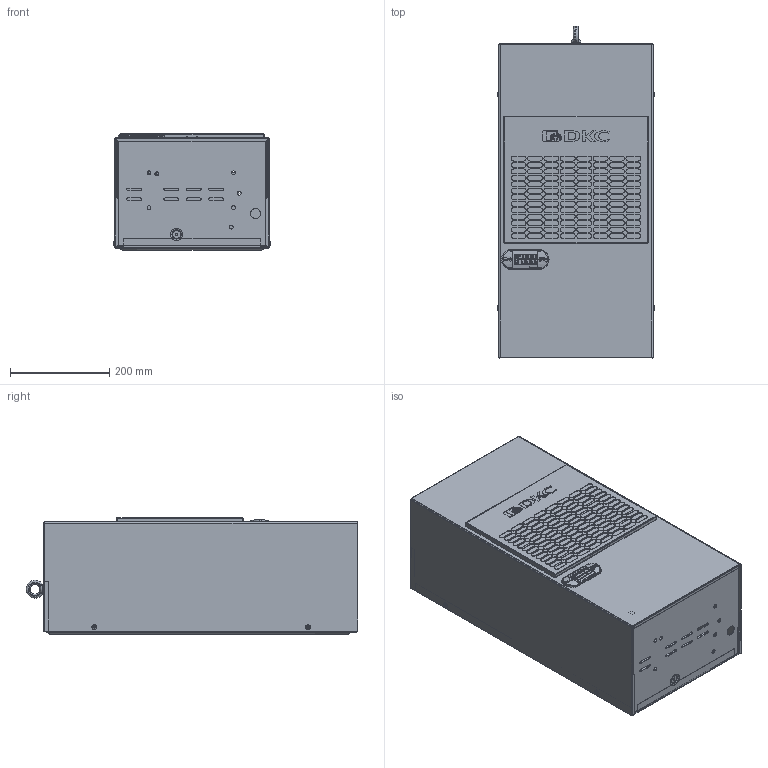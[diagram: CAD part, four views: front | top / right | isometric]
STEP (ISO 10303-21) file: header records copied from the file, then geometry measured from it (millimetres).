
FILE_DESCRIPTION (( 'STEP AP214' ), '1' );
FILE_NAME ('500_800.STEP', '2013-06-19T13:30:09', ( '' ), ( '' ), 'SwSTEP 2.0', 'SolidWorks 2013', '' );
FILE_SCHEMA (( 'AUTOMOTIVE_DESIGN' ));
Length unit declared in the file: millimetre
Products named in the file (11): 200NANO1LT02GR; L00021; F-SP6mm-PPI20_500-800; L00014; INS-ES-M6; RIV-4X8-ZN; L00013; L00019; VIT-COMBI-M5X10-ZN; GO-M6; 500_800
Assembly tree (26 placements, depth 2):
  500_800
    GO-M6
    VIT-COMBI-M5X10-ZN  x4
    L00019
    L00013
    RIV-4X8-ZN  x9
    INS-ES-M6  x6
    L00014
    F-SP6mm-PPI20_500-800
    L00021
    200NANO1LT02GR
Bounding box: 316.21 x 668 x 234 mm (x, y, z)
Volume: 1352917.4 mm3; surface area: 1934281.2 mm2
Topology: 32 solids, 79 shells, 6361 faces, 17148 edges, 11224 vertices
Faces by surface type: plane 3790, cylinder 1763, bspline 389, cone 299, torus 112, sphere 8
Entity records: 262728 total; most frequent: CARTESIAN_POINT 64211, ORIENTED_EDGE 33088, DIRECTION 29218, EDGE_CURVE 16566, LINE 11088, VECTOR 11088, VERTEX_POINT 10851, AXIS2_PLACEMENT_3D 9065
